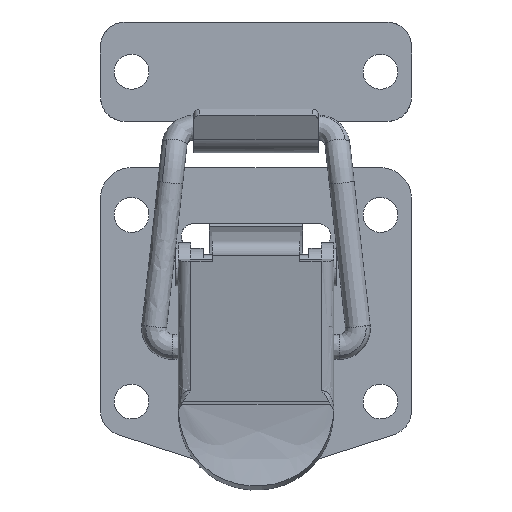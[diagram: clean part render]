
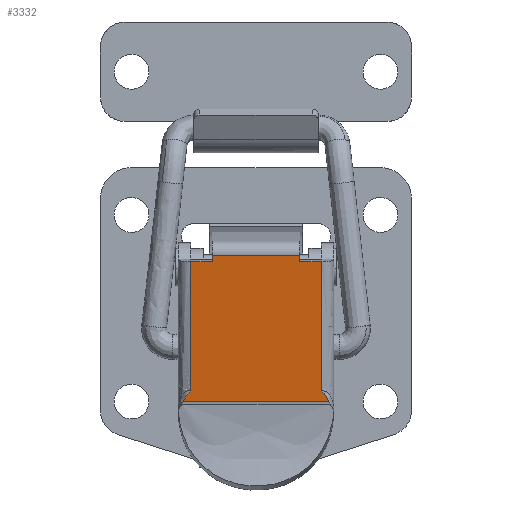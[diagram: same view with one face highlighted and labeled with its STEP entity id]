
A CAD part, front view. The second image highlights one B-rep face of the part: STEP entity #3332.
In plain terms, the highlighted free-form (B-spline) face has degree [1, 1] with [2, 2] control points.
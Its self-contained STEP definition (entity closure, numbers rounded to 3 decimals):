
#2042=CARTESIAN_POINT('',(-3.583,-5.859,-22.008));
#2043=VERTEX_POINT('',#2042);
#2053=CARTESIAN_POINT('',(-3.583,5.859,-22.008));
#2054=VERTEX_POINT('',#2053);
#2055=CARTESIAN_POINT('',(-3.583,5.859,-22.008));
#2056=CARTESIAN_POINT('',(-3.583,-5.859,-22.008));
#2057=QUASI_UNIFORM_CURVE('',1,(#2055,#2056),.UNSPECIFIED.,.F.,.U.);
#2058=EDGE_CURVE('',#2054,#2043,#2057,.T.);
#2337=CARTESIAN_POINT('',(-5.417,3.5,-10.76));
#2338=VERTEX_POINT('',#2337);
#2344=CARTESIAN_POINT('',(-5.497,3.5,-10.267));
#2345=VERTEX_POINT('',#2344);
#2346=CARTESIAN_POINT('',(-5.417,3.5,-10.76));
#2347=CARTESIAN_POINT('',(-5.497,3.5,-10.267));
#2348=QUASI_UNIFORM_CURVE('',1,(#2346,#2347),.UNSPECIFIED.,.F.,.U.);
#2349=EDGE_CURVE('',#2338,#2345,#2348,.T.);
#2404=CARTESIAN_POINT('',(-5.417,-3.5,-10.76));
#2405=VERTEX_POINT('',#2404);
#2439=CARTESIAN_POINT('',(-5.497,-3.5,-10.267));
#2440=VERTEX_POINT('',#2439);
#2456=CARTESIAN_POINT('',(-5.417,-3.5,-10.76));
#2457=CARTESIAN_POINT('',(-5.497,-3.5,-10.267));
#2458=QUASI_UNIFORM_CURVE('',1,(#2456,#2457),.UNSPECIFIED.,.F.,.U.);
#2459=EDGE_CURVE('',#2405,#2440,#2458,.T.);
#2547=CARTESIAN_POINT('',(-5.497,-3.5,-10.267));
#2548=CARTESIAN_POINT('',(-5.497,3.5,-10.267));
#2549=QUASI_UNIFORM_CURVE('',1,(#2547,#2548),.UNSPECIFIED.,.F.,.U.);
#2550=EDGE_CURVE('',#2440,#2345,#2549,.T.);
#2645=CARTESIAN_POINT('',(-3.725,-5.25,-21.135));
#2646=VERTEX_POINT('',#2645);
#2647=CARTESIAN_POINT('',(-3.583,-5.859,-22.008));
#2648=CARTESIAN_POINT('',(-3.583,-5.859,-22.008));
#2649=CARTESIAN_POINT('',(-3.583,-5.859,-22.007));
#2650=CARTESIAN_POINT('',(-3.583,-5.859,-22.006));
#2651=CARTESIAN_POINT('',(-3.589,-5.839,-21.97));
#2652=CARTESIAN_POINT('',(-3.577,-5.877,-22.041));
#2653=CARTESIAN_POINT('',(-3.583,-5.858,-22.004));
#2654=CARTESIAN_POINT('',(-3.586,-5.848,-21.987));
#2655=CARTESIAN_POINT('',(-3.581,-5.865,-22.018));
#2656=CARTESIAN_POINT('',(-3.584,-5.856,-22.001));
#2657=CARTESIAN_POINT('',(-3.585,-5.851,-21.992));
#2658=CARTESIAN_POINT('',(-3.584,-5.856,-22.002));
#2659=CARTESIAN_POINT('',(-3.585,-5.852,-21.993));
#2660=CARTESIAN_POINT('',(-3.586,-5.848,-21.986));
#2661=CARTESIAN_POINT('',(-3.586,-5.848,-21.986));
#2662=CARTESIAN_POINT('',(-3.587,-5.844,-21.979));
#2663=CARTESIAN_POINT('',(-3.589,-5.837,-21.966));
#2664=CARTESIAN_POINT('',(-3.59,-5.835,-21.962));
#2665=CARTESIAN_POINT('',(-3.592,-5.828,-21.949));
#2666=CARTESIAN_POINT('',(-3.595,-5.818,-21.93));
#2667=CARTESIAN_POINT('',(-3.599,-5.807,-21.91));
#2668=CARTESIAN_POINT('',(-3.602,-5.796,-21.89));
#2669=CARTESIAN_POINT('',(-3.609,-5.774,-21.849));
#2670=CARTESIAN_POINT('',(-3.614,-5.755,-21.814));
#2671=CARTESIAN_POINT('',(-3.621,-5.732,-21.773));
#2672=CARTESIAN_POINT('',(-3.633,-5.691,-21.698));
#2673=CARTESIAN_POINT('',(-3.647,-5.644,-21.615));
#2674=CARTESIAN_POINT('',(-3.659,-5.598,-21.542));
#2675=CARTESIAN_POINT('',(-3.671,-5.551,-21.466));
#2676=CARTESIAN_POINT('',(-3.683,-5.5,-21.392));
#2677=CARTESIAN_POINT('',(-3.694,-5.443,-21.323));
#2678=CARTESIAN_POINT('',(-3.7,-5.414,-21.288));
#2679=CARTESIAN_POINT('',(-3.705,-5.384,-21.256));
#2680=CARTESIAN_POINT('',(-3.71,-5.352,-21.224));
#2681=CARTESIAN_POINT('',(-3.713,-5.336,-21.208));
#2682=CARTESIAN_POINT('',(-3.716,-5.319,-21.193));
#2683=CARTESIAN_POINT('',(-3.718,-5.302,-21.178));
#2684=CARTESIAN_POINT('',(-3.721,-5.282,-21.161));
#2685=CARTESIAN_POINT('',(-3.722,-5.271,-21.152));
#2686=CARTESIAN_POINT('',(-3.725,-5.25,-21.135));
#2687=B_SPLINE_CURVE_WITH_KNOTS('',3,(#2647,#2648,#2649,#2650,#2651,#2652,#2653,#2654,#2655,#2656,#2657,#2658,#2659,#2660,#2661,#2662,#2663,#2664,#2665,#2666,#2667,#2668,#2669,#2670,#2671,#2672,#2673,#2674,#2675,#2676,#2677,#2678,#2679,#2680,#2681,#2682,#2683,#2684,#2685,#2686),.UNSPECIFIED.,.F.,.U.,(4,3,3,3,3,3,3,3,3,3,3,3,3,4),(0.0,0.002,0.128,0.187,0.216,0.242,0.284,0.35,0.492,0.753,1.024,1.161,1.229,1.309),.UNSPECIFIED.);
#2688=EDGE_CURVE('',#2043,#2646,#2687,.T.);
#2830=CARTESIAN_POINT('',(-3.725,5.25,-21.135));
#2831=VERTEX_POINT('',#2830);
#2832=CARTESIAN_POINT('',(-3.725,5.25,-21.135));
#2833=CARTESIAN_POINT('',(-3.715,5.331,-21.198));
#2834=CARTESIAN_POINT('',(-3.703,5.402,-21.271));
#2835=CARTESIAN_POINT('',(-3.69,5.465,-21.351));
#2836=CARTESIAN_POINT('',(-3.677,5.527,-21.43));
#2837=CARTESIAN_POINT('',(-3.663,5.582,-21.514));
#2838=CARTESIAN_POINT('',(-3.649,5.633,-21.6));
#2839=CARTESIAN_POINT('',(-3.633,5.695,-21.703));
#2840=CARTESIAN_POINT('',(-3.615,5.752,-21.808));
#2841=CARTESIAN_POINT('',(-3.598,5.809,-21.914));
#2842=CARTESIAN_POINT('',(-3.593,5.826,-21.945));
#2843=CARTESIAN_POINT('',(-3.588,5.842,-21.977));
#2844=CARTESIAN_POINT('',(-3.583,5.859,-22.008));
#2845=B_SPLINE_CURVE_WITH_KNOTS('',3,(#2832,#2833,#2834,#2835,#2836,#2837,#2838,#2839,#2840,#2841,#2842,#2843,#2844),.UNSPECIFIED.,.F.,.U.,(4,3,3,3,4),(0.0,0.308,0.611,0.976,1.084),.UNSPECIFIED.);
#2846=EDGE_CURVE('',#2831,#2054,#2845,.T.);
#3058=CARTESIAN_POINT('',(-5.417,-5.25,-10.76));
#3059=VERTEX_POINT('',#3058);
#3073=CARTESIAN_POINT('',(-3.725,-5.25,-21.135));
#3074=CARTESIAN_POINT('',(-5.417,-5.25,-10.76));
#3075=QUASI_UNIFORM_CURVE('',1,(#3073,#3074),.UNSPECIFIED.,.F.,.U.);
#3076=EDGE_CURVE('',#2646,#3059,#3075,.T.);
#3104=CARTESIAN_POINT('',(-5.417,5.25,-10.76));
#3105=VERTEX_POINT('',#3104);
#3106=CARTESIAN_POINT('',(-5.417,5.25,-10.76));
#3107=CARTESIAN_POINT('',(-3.725,5.25,-21.135));
#3108=QUASI_UNIFORM_CURVE('',1,(#3106,#3107),.UNSPECIFIED.,.F.,.U.);
#3109=EDGE_CURVE('',#3105,#2831,#3108,.T.);
#3307=CARTESIAN_POINT('',(-5.593,-6.448,-9.68));
#3308=CARTESIAN_POINT('',(-3.486,-6.448,-22.601));
#3309=CARTESIAN_POINT('',(-5.593,6.445,-9.68));
#3310=CARTESIAN_POINT('',(-3.486,6.445,-22.601));
#3311=B_SPLINE_SURFACE_WITH_KNOTS('',1,1,((#3307,#3309),(#3308,#3310)),.UNSPECIFIED.,.F.,.F.,.U.,(2,2),(2,2),(0.0,13.091),(0.0,12.893),.UNSPECIFIED.);
#3312=ORIENTED_EDGE('',*,*,#2846,.T.);
#3313=ORIENTED_EDGE('',*,*,#2058,.T.);
#3314=ORIENTED_EDGE('',*,*,#2688,.T.);
#3315=ORIENTED_EDGE('',*,*,#3076,.T.);
#3316=CARTESIAN_POINT('',(-5.417,-5.25,-10.76));
#3317=CARTESIAN_POINT('',(-5.417,-3.5,-10.76));
#3318=QUASI_UNIFORM_CURVE('',1,(#3316,#3317),.UNSPECIFIED.,.F.,.U.);
#3319=EDGE_CURVE('',#3059,#2405,#3318,.T.);
#3320=ORIENTED_EDGE('',*,*,#3319,.T.);
#3321=ORIENTED_EDGE('',*,*,#2459,.T.);
#3322=ORIENTED_EDGE('',*,*,#2550,.T.);
#3323=ORIENTED_EDGE('',*,*,#2349,.F.);
#3324=CARTESIAN_POINT('',(-5.417,3.5,-10.76));
#3325=CARTESIAN_POINT('',(-5.417,5.25,-10.76));
#3326=QUASI_UNIFORM_CURVE('',1,(#3324,#3325),.UNSPECIFIED.,.F.,.U.);
#3327=EDGE_CURVE('',#2338,#3105,#3326,.T.);
#3328=ORIENTED_EDGE('',*,*,#3327,.T.);
#3329=ORIENTED_EDGE('',*,*,#3109,.T.);
#3330=EDGE_LOOP('',(#3312,#3313,#3314,#3315,#3320,#3321,#3322,#3323,#3328,#3329));
#3331=FACE_OUTER_BOUND('',#3330,.T.);
#3332=ADVANCED_FACE('',(#3331),#3311,.F.);
